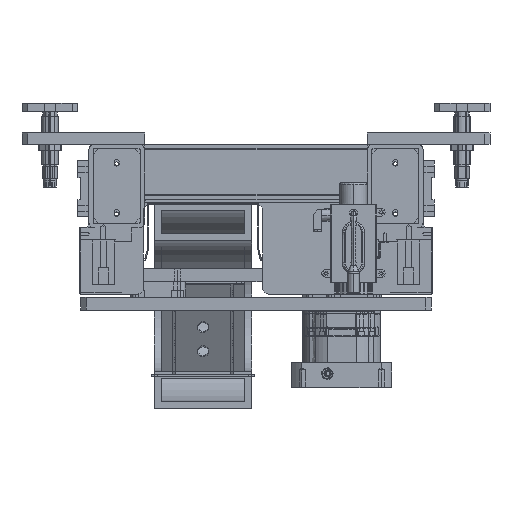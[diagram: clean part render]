
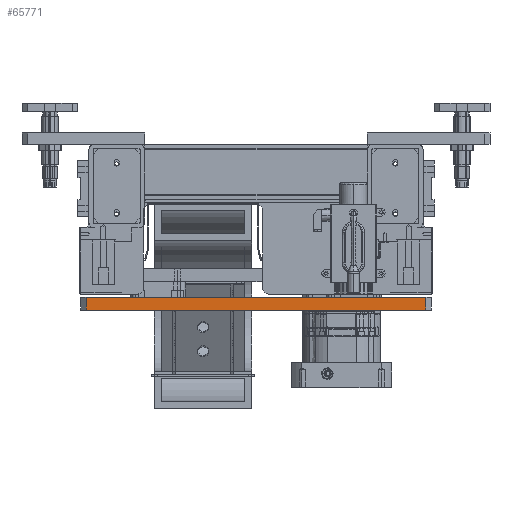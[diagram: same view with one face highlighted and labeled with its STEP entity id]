
A CAD part, front view. The second image highlights one B-rep face of the part: STEP entity #65771.
In plain terms, the highlighted free-form (B-spline) face has degree [1, 1] with [2, 2] control points.
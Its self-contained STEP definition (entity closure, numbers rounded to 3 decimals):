
#65689 = EDGE_CURVE('',#65690,#65692,#65694,.T.);
#65690 = VERTEX_POINT('',#65691);
#65691 = CARTESIAN_POINT('',(-380.896,2604.381,
    -286.769));
#65692 = VERTEX_POINT('',#65693);
#65693 = CARTESIAN_POINT('',(412.433,2604.381,
    -286.769));
#65694 = B_SPLINE_CURVE_WITH_KNOTS('',1,(#65695,#65696),.UNSPECIFIED.,
  .F.,.F.,(2,2),(-620.,-10.),.PIECEWISE_BEZIER_KNOTS.);
#65695 = CARTESIAN_POINT('',(-380.896,2604.381,
    -286.769));
#65696 = CARTESIAN_POINT('',(412.433,2604.381,
    -286.769));
#65771 = ADVANCED_FACE('',(#65772),#65794,.F.);
#65772 = FACE_BOUND('',#65773,.T.);
#65773 = EDGE_LOOP('',(#65774,#65783,#65788,#65789));
#65774 = ORIENTED_EDGE('',*,*,#65775,.F.);
#65775 = EDGE_CURVE('',#65776,#65778,#65780,.T.);
#65776 = VERTEX_POINT('',#65777);
#65777 = CARTESIAN_POINT('',(-380.896,2604.381,
    -256.857));
#65778 = VERTEX_POINT('',#65779);
#65779 = CARTESIAN_POINT('',(412.433,2604.381,
    -256.857));
#65780 = B_SPLINE_CURVE_WITH_KNOTS('',1,(#65781,#65782),.UNSPECIFIED.,
  .F.,.F.,(2,2),(-620.,-10.),.PIECEWISE_BEZIER_KNOTS.);
#65781 = CARTESIAN_POINT('',(-380.896,2604.381,
    -256.857));
#65782 = CARTESIAN_POINT('',(412.433,2604.381,
    -256.857));
#65783 = ORIENTED_EDGE('',*,*,#65784,.T.);
#65784 = EDGE_CURVE('',#65776,#65690,#65785,.T.);
#65785 = B_SPLINE_CURVE_WITH_KNOTS('',1,(#65786,#65787),.UNSPECIFIED.,
  .F.,.F.,(2,2),(0.,23.),.PIECEWISE_BEZIER_KNOTS.);
#65786 = CARTESIAN_POINT('',(-380.896,2604.381,
    -256.857));
#65787 = CARTESIAN_POINT('',(-380.896,2604.381,
    -286.769));
#65788 = ORIENTED_EDGE('',*,*,#65689,.T.);
#65789 = ORIENTED_EDGE('',*,*,#65790,.T.);
#65790 = EDGE_CURVE('',#65692,#65778,#65791,.T.);
#65791 = B_SPLINE_CURVE_WITH_KNOTS('',1,(#65792,#65793),.UNSPECIFIED.,
  .F.,.F.,(2,2),(-23.,0.),.PIECEWISE_BEZIER_KNOTS.);
#65792 = CARTESIAN_POINT('',(412.433,2604.381,
    -286.769));
#65793 = CARTESIAN_POINT('',(412.433,2604.381,
    -256.857));
#65794 = B_SPLINE_SURFACE_WITH_KNOTS('',1,1,(
    (#65795,#65796)
    ,(#65797,#65798
    )),.UNSPECIFIED.,.F.,.F.,.F.,(2,2),(2,2),(10.,620.),(-23.,0.),
  .PIECEWISE_BEZIER_KNOTS.);
#65795 = CARTESIAN_POINT('',(412.433,2604.381,
    -286.769));
#65796 = CARTESIAN_POINT('',(412.433,2604.381,
    -256.857));
#65797 = CARTESIAN_POINT('',(-380.896,2604.381,
    -286.769));
#65798 = CARTESIAN_POINT('',(-380.896,2604.381,
    -256.857));
